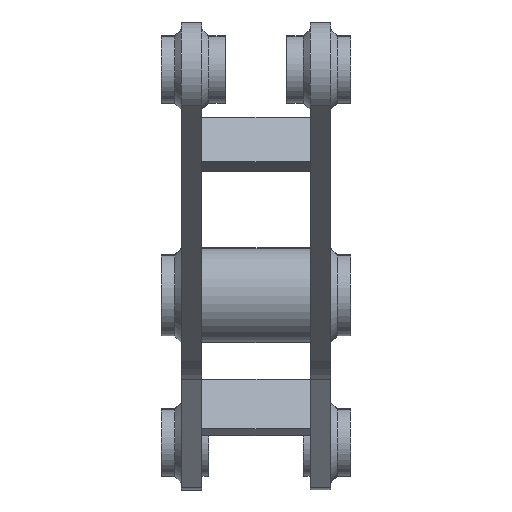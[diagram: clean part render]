
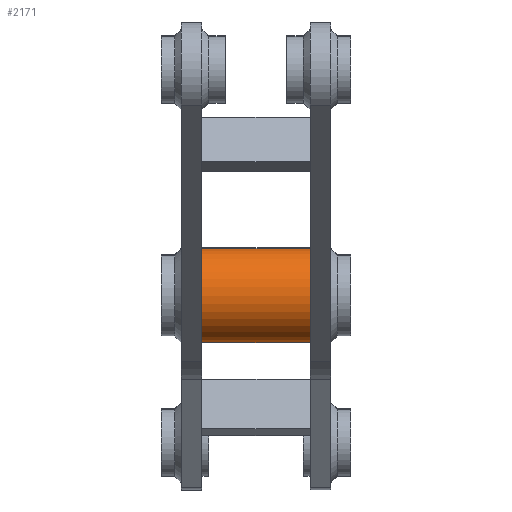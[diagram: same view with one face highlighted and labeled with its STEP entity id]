
A CAD part, top view. The second image highlights one B-rep face of the part: STEP entity #2171.
In plain terms, the highlighted cylindrical face has radius 44.45 mm (diameter 88.9 mm), a partial arc.
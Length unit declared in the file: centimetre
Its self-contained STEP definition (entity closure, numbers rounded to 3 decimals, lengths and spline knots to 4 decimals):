
#8 = EDGE_CURVE ( 'NONE', #1338, #2233, #802, .T. ) ;
#497 = CARTESIAN_POINT ( 'NONE',  ( -5.08, 109.075, 63.7662 ) ) ;
#536 = VERTEX_POINT ( 'NONE', #497 ) ;
#539 = ORIENTED_EDGE ( 'NONE', *, *, #1186, .F. ) ;
#560 = DIRECTION ( 'NONE',  ( -1., 0., 0. ) ) ;
#702 = AXIS2_PLACEMENT_3D ( 'NONE', #2149, #560, #3513 ) ;
#709 = ORIENTED_EDGE ( 'NONE', *, *, #8, .T. ) ;
#802 = LINE ( 'NONE', #2644, #1131 ) ;
#978 = CIRCLE ( 'NONE', #1825, 4.445 ) ;
#1131 = VECTOR ( 'NONE', #2106, 100. ) ;
#1183 = CYLINDRICAL_SURFACE ( 'NONE', #1780, 4.445 ) ;
#1186 = EDGE_CURVE ( 'NONE', #536, #2233, #978, .T. ) ;
#1240 = VERTEX_POINT ( 'NONE', #1731 ) ;
#1338 = VERTEX_POINT ( 'NONE', #2878 ) ;
#1453 = FACE_OUTER_BOUND ( 'NONE', #2780, .T. ) ;
#1711 = CARTESIAN_POINT ( 'NONE',  ( -5.08, 109.075, 59.3212 ) ) ;
#1731 = CARTESIAN_POINT ( 'NONE',  ( 5.08, 109.075, 63.7662 ) ) ;
#1780 = AXIS2_PLACEMENT_3D ( 'NONE', #2580, #2847, #2276 ) ;
#1825 = AXIS2_PLACEMENT_3D ( 'NONE', #1711, #3347, #3365 ) ;
#1955 = VECTOR ( 'NONE', #2203, 100. ) ;
#2043 = CARTESIAN_POINT ( 'NONE',  ( -5.08, 109.075, 54.8762 ) ) ;
#2099 = ORIENTED_EDGE ( 'NONE', *, *, #3274, .T. ) ;
#2106 = DIRECTION ( 'NONE',  ( -1., 0., 0. ) ) ;
#2149 = CARTESIAN_POINT ( 'NONE',  ( 5.08, 109.075, 59.3212 ) ) ;
#2171 = ADVANCED_FACE ( 'NONE', ( #1453 ), #1183, .T. ) ;
#2203 = DIRECTION ( 'NONE',  ( -1., 0., 0. ) ) ;
#2233 = VERTEX_POINT ( 'NONE', #2043 ) ;
#2276 = DIRECTION ( 'NONE',  ( 0., 0., 1. ) ) ;
#2480 = EDGE_CURVE ( 'NONE', #1240, #536, #3280, .T. ) ;
#2491 = ORIENTED_EDGE ( 'NONE', *, *, #2480, .F. ) ;
#2580 = CARTESIAN_POINT ( 'NONE',  ( 0.0002, 109.075, 59.3212 ) ) ;
#2644 = CARTESIAN_POINT ( 'NONE',  ( 0.0002, 109.075, 54.8762 ) ) ;
#2684 = CIRCLE ( 'NONE', #702, 4.445 ) ;
#2772 = CARTESIAN_POINT ( 'NONE',  ( 0.0002, 109.075, 63.7662 ) ) ;
#2780 = EDGE_LOOP ( 'NONE', ( #2099, #709, #539, #2491 ) ) ;
#2847 = DIRECTION ( 'NONE',  ( -1., 0., 0. ) ) ;
#2878 = CARTESIAN_POINT ( 'NONE',  ( 5.08, 109.075, 54.8762 ) ) ;
#3274 = EDGE_CURVE ( 'NONE', #1240, #1338, #2684, .T. ) ;
#3280 = LINE ( 'NONE', #2772, #1955 ) ;
#3347 = DIRECTION ( 'NONE',  ( -1., 0., 0. ) ) ;
#3365 = DIRECTION ( 'NONE',  ( 0., 0., -1. ) ) ;
#3513 = DIRECTION ( 'NONE',  ( 0., 0., -1. ) ) ;
